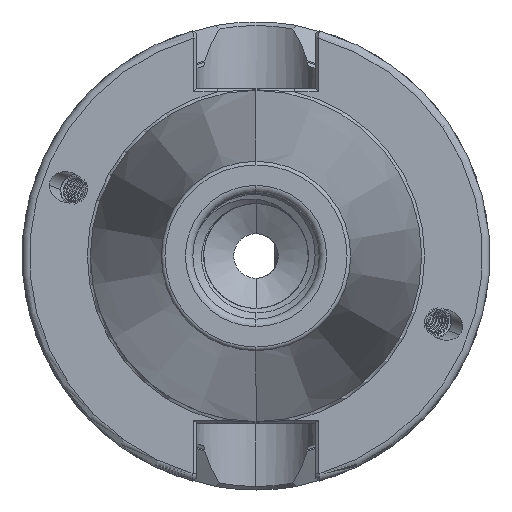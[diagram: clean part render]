
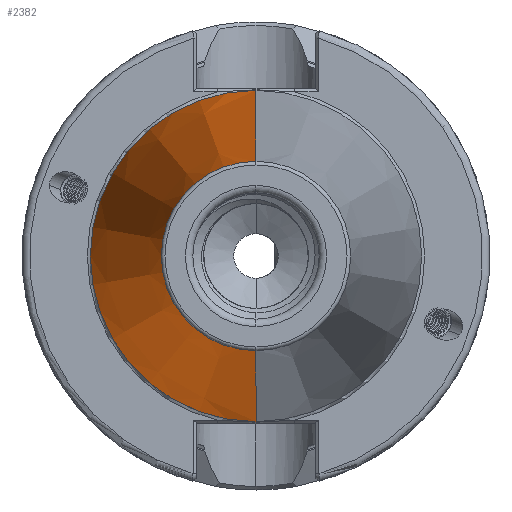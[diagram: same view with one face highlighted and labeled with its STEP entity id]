
A CAD part, left-side view. The second image highlights one B-rep face of the part: STEP entity #2382.
In plain terms, the highlighted conical face has half-angle 8.297 degrees and reference radius 22.298 mm.
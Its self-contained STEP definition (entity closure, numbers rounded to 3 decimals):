
#2382 = ADVANCED_FACE ( 'NONE', ( #12953 ), #12983, .T. ) ;
#4263 = AXIS2_PLACEMENT_3D ( 'NONE', #7924, #7881, #7902 ) ;
#7063 = AXIS2_PLACEMENT_3D ( 'NONE', #11449, #11463, #11488 ) ;
#7065 = AXIS2_PLACEMENT_3D ( 'NONE', #11437, #11440, #11399 ) ;
#7881 = DIRECTION ( 'NONE',  ( 1., 0., 0. ) ) ;
#7902 = DIRECTION ( 'NONE',  ( 0., 0., -1. ) ) ;
#7924 = CARTESIAN_POINT ( 'NONE',  ( -1.5, 0., 0. ) ) ;
#8672 = VERTEX_POINT ( 'NONE', #16806 ) ;
#8692 = VERTEX_POINT ( 'NONE', #16797 ) ;
#8717 = VERTEX_POINT ( 'NONE', #16913 ) ;
#8751 = VERTEX_POINT ( 'NONE', #16882 ) ;
#11052 = DIRECTION ( 'NONE',  ( 0.99, 0., 0.144 ) ) ;
#11055 = DIRECTION ( 'NONE',  ( 0.99, 0., -0.144 ) ) ;
#11063 = CARTESIAN_POINT ( 'NONE',  ( -1.5, 0., -22.298 ) ) ;
#11094 = CARTESIAN_POINT ( 'NONE',  ( -1.5, 0., 22.298 ) ) ;
#11399 = DIRECTION ( 'NONE',  ( 0., 0., -1. ) ) ;
#11437 = CARTESIAN_POINT ( 'NONE',  ( -1.5, 0., 0. ) ) ;
#11440 = DIRECTION ( 'NONE',  ( 1., 0., 0. ) ) ;
#11449 = CARTESIAN_POINT ( 'NONE',  ( -66.972, 0., 0. ) ) ;
#11463 = DIRECTION ( 'NONE',  ( 1., 0., 0. ) ) ;
#11488 = DIRECTION ( 'NONE',  ( 0., 0., -1. ) ) ;
#12103 = EDGE_CURVE ( 'NONE', #8672, #8751, #17692, .T. ) ;
#12106 = EDGE_CURVE ( 'NONE', #8717, #8692, #17653, .T. ) ;
#12164 = EDGE_CURVE ( 'NONE', #8751, #8692, #17700, .T. ) ;
#12181 = EDGE_CURVE ( 'NONE', #8672, #8717, #17706, .T. ) ;
#12953 = FACE_OUTER_BOUND ( 'NONE', #19118, .T. ) ;
#12983 = CONICAL_SURFACE ( 'NONE', #4263, 22.298, 0.145 ) ;
#15199 = ORIENTED_EDGE ( 'NONE', *, *, #12103, .F. ) ;
#15232 = ORIENTED_EDGE ( 'NONE', *, *, #12164, .F. ) ;
#15246 = ORIENTED_EDGE ( 'NONE', *, *, #12181, .T. ) ;
#15272 = ORIENTED_EDGE ( 'NONE', *, *, #12106, .T. ) ;
#16797 = CARTESIAN_POINT ( 'NONE',  ( -1.5, 0., 22.298 ) ) ;
#16806 = CARTESIAN_POINT ( 'NONE',  ( -66.972, 0., -12.75 ) ) ;
#16882 = CARTESIAN_POINT ( 'NONE',  ( -1.5, 0., -22.298 ) ) ;
#16913 = CARTESIAN_POINT ( 'NONE',  ( -66.972, 0., 12.75 ) ) ;
#17649 = VECTOR ( 'NONE', #11052, 1000. ) ;
#17653 = LINE ( 'NONE', #11094, #17649 ) ;
#17688 = VECTOR ( 'NONE', #11055, 1000. ) ;
#17692 = LINE ( 'NONE', #11063, #17688 ) ;
#17700 = CIRCLE ( 'NONE', #7065, 22.298 ) ;
#17706 = CIRCLE ( 'NONE', #7063, 12.75 ) ;
#19118 = EDGE_LOOP ( 'NONE', ( #15246, #15272, #15232, #15199 ) ) ;
